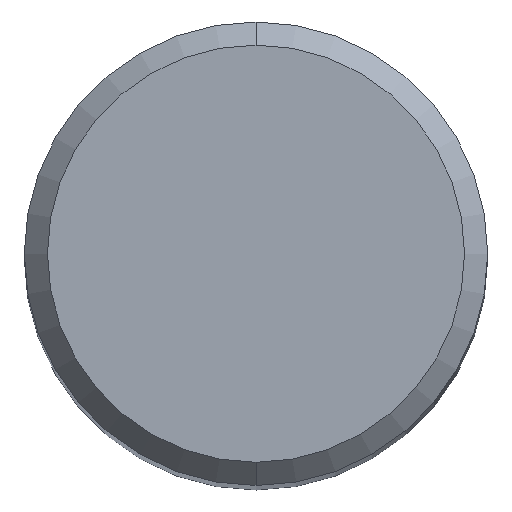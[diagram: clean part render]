
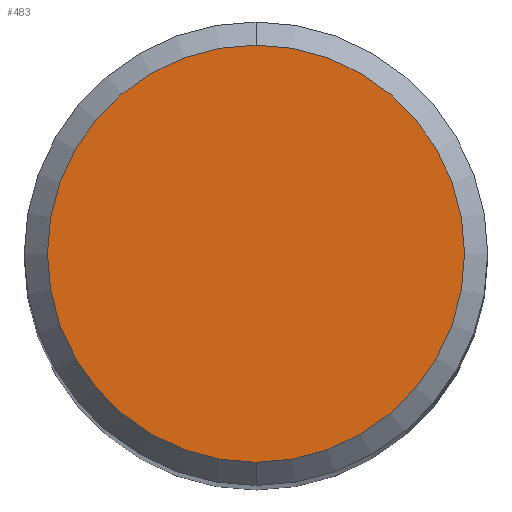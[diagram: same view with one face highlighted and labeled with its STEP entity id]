
A CAD part, top view. The second image highlights one B-rep face of the part: STEP entity #483.
In plain terms, the highlighted planar face has unit normal (0, 0, 1).
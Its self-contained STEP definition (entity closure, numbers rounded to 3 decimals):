
#483=ADVANCED_FACE('',(#1093),#1094,.T.);
#487=EDGE_CURVE('',#585,#825,#1098,.T.);
#585=VERTEX_POINT('',#1201);
#735=EDGE_CURVE('',#825,#585,#1364,.T.);
#825=VERTEX_POINT('',#1465);
#1093=FACE_OUTER_BOUND('',#3314,.T.);
#1094=PLANE('',#3315);
#1098=CIRCLE('',#3342,4.5);
#1201=CARTESIAN_POINT('',(0.0,4.5,0.0));
#1364=CIRCLE('',#5428,4.5);
#1465=CARTESIAN_POINT('',(0.,-4.5,0.0));
#3314=EDGE_LOOP('',(#7940,#7941));
#3315=AXIS2_PLACEMENT_3D('',#7942,#7943,#7944);
#3342=AXIS2_PLACEMENT_3D('',#7945,#7946,#7947);
#5428=AXIS2_PLACEMENT_3D('',#8170,#8171,#8172);
#7940=ORIENTED_EDGE('',*,*,#487,.F.);
#7941=ORIENTED_EDGE('',*,*,#735,.F.);
#7942=CARTESIAN_POINT('',(0.0,2.25,0.0));
#7943=DIRECTION('',(-0.0,0.0,1.0));
#7944=DIRECTION('',(0.0,-1.0,0.0));
#7945=CARTESIAN_POINT('',(0.0,0.0,0.0));
#7946=DIRECTION('',(0.0,0.0,-1.0));
#7947=DIRECTION('',(0.0,1.0,0.0));
#8170=CARTESIAN_POINT('',(0.0,0.0,0.0));
#8171=DIRECTION('',(0.0,0.0,-1.0));
#8172=DIRECTION('',(0.0,1.0,0.0));
